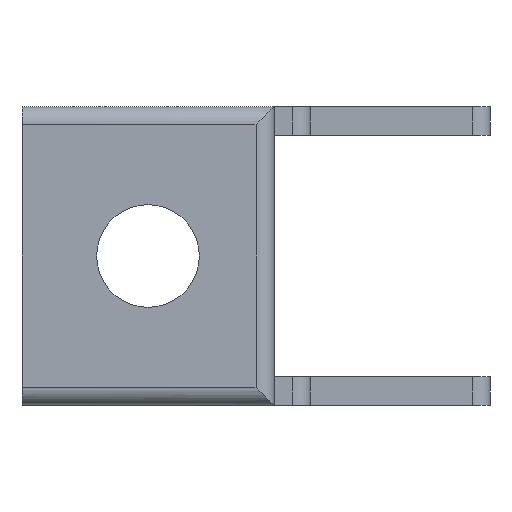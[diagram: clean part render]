
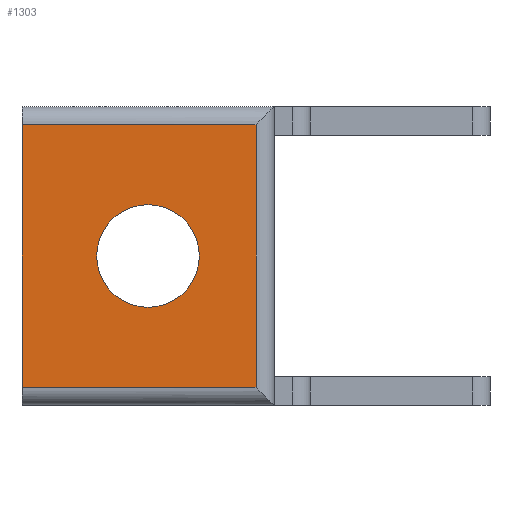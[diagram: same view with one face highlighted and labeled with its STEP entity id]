
A CAD part, left-side view. The second image highlights one B-rep face of the part: STEP entity #1303.
In plain terms, the highlighted planar face has unit normal (-1, 0, 0).
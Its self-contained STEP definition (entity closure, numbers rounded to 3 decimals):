
#4 = ORIENTED_EDGE ( 'NONE', *, *, #586, .F. ) ;
#5 = VERTEX_POINT ( 'NONE', #318 ) ;
#20 = FACE_BOUND ( 'NONE', #1320, .T. ) ;
#39 = EDGE_CURVE ( 'NONE', #463, #5, #787, .T. ) ;
#60 = ORIENTED_EDGE ( 'NONE', *, *, #39, .F. ) ;
#72 = AXIS2_PLACEMENT_3D ( 'NONE', #1043, #1294, #1024 ) ;
#111 = CARTESIAN_POINT ( 'NONE',  ( 0., 2.075, 4.15 ) ) ;
#141 = EDGE_CURVE ( 'NONE', #786, #973, #792, .T. ) ;
#149 = VECTOR ( 'NONE', #211, 1000. ) ;
#162 = CARTESIAN_POINT ( 'NONE',  ( 0., 7., 7.8 ) ) ;
#167 = DIRECTION ( 'NONE',  ( -1., 0., 0. ) ) ;
#177 = DIRECTION ( 'NONE',  ( 0., -1., 0. ) ) ;
#203 = ORIENTED_EDGE ( 'NONE', *, *, #1429, .T. ) ;
#211 = DIRECTION ( 'NONE',  ( 0., 0., 1. ) ) ;
#218 = DIRECTION ( 'NONE',  ( 0., -1., 0. ) ) ;
#291 = DIRECTION ( 'NONE',  ( 1., 0., 0. ) ) ;
#305 = LINE ( 'NONE', #1262, #700 ) ;
#318 = CARTESIAN_POINT ( 'NONE',  ( 0., 0.5, 7.8 ) ) ;
#334 = ORIENTED_EDGE ( 'NONE', *, *, #595, .T. ) ;
#376 = EDGE_CURVE ( 'NONE', #973, #786, #1568, .T. ) ;
#463 = VERTEX_POINT ( 'NONE', #162 ) ;
#544 = LINE ( 'NONE', #912, #1314 ) ;
#554 = CARTESIAN_POINT ( 'NONE',  ( 0., 2., 7.8 ) ) ;
#586 = EDGE_CURVE ( 'NONE', #1002, #463, #305, .T. ) ;
#595 = EDGE_CURVE ( 'NONE', #1163, #5, #1405, .T. ) ;
#638 = DIRECTION ( 'NONE',  ( 0., -1., 0. ) ) ;
#659 = CARTESIAN_POINT ( 'NONE',  ( 0., 7., 0.5 ) ) ;
#700 = VECTOR ( 'NONE', #1269, 1000. ) ;
#738 = AXIS2_PLACEMENT_3D ( 'NONE', #1467, #167, #638 ) ;
#753 = PLANE ( 'NONE',  #738 ) ;
#773 = CARTESIAN_POINT ( 'NONE',  ( 0., 4.925, 4.15 ) ) ;
#786 = VERTEX_POINT ( 'NONE', #111 ) ;
#787 = LINE ( 'NONE', #554, #858 ) ;
#792 = CIRCLE ( 'NONE', #1308, 1.425 ) ;
#852 = FACE_OUTER_BOUND ( 'NONE', #1357, .T. ) ;
#858 = VECTOR ( 'NONE', #218, 1000. ) ;
#912 = CARTESIAN_POINT ( 'NONE',  ( 0., 7., 0.5 ) ) ;
#973 = VERTEX_POINT ( 'NONE', #773 ) ;
#1002 = VERTEX_POINT ( 'NONE', #659 ) ;
#1018 = DIRECTION ( 'NONE',  ( 0., -1., 0. ) ) ;
#1024 = DIRECTION ( 'NONE',  ( 0., -1., 0. ) ) ;
#1043 = CARTESIAN_POINT ( 'NONE',  ( 0., 3.5, 4.15 ) ) ;
#1163 = VERTEX_POINT ( 'NONE', #1213 ) ;
#1213 = CARTESIAN_POINT ( 'NONE',  ( 0., 0.5, 0.5 ) ) ;
#1262 = CARTESIAN_POINT ( 'NONE',  ( 0., 7., 0. ) ) ;
#1267 = CARTESIAN_POINT ( 'NONE',  ( 0., 3.5, 4.15 ) ) ;
#1269 = DIRECTION ( 'NONE',  ( 0., 0., 1. ) ) ;
#1279 = CARTESIAN_POINT ( 'NONE',  ( 0., 0.5, 0. ) ) ;
#1294 = DIRECTION ( 'NONE',  ( 1., 0., 0. ) ) ;
#1295 = ORIENTED_EDGE ( 'NONE', *, *, #376, .T. ) ;
#1303 = ADVANCED_FACE ( 'NONE', ( #852, #20 ), #753, .T. ) ;
#1308 = AXIS2_PLACEMENT_3D ( 'NONE', #1267, #291, #177 ) ;
#1314 = VECTOR ( 'NONE', #1018, 1000. ) ;
#1320 = EDGE_LOOP ( 'NONE', ( #1464, #1295 ) ) ;
#1357 = EDGE_LOOP ( 'NONE', ( #60, #4, #203, #334 ) ) ;
#1405 = LINE ( 'NONE', #1279, #149 ) ;
#1429 = EDGE_CURVE ( 'NONE', #1002, #1163, #544, .T. ) ;
#1464 = ORIENTED_EDGE ( 'NONE', *, *, #141, .T. ) ;
#1467 = CARTESIAN_POINT ( 'NONE',  ( 0., 7., 0. ) ) ;
#1568 = CIRCLE ( 'NONE', #72, 1.425 ) ;
